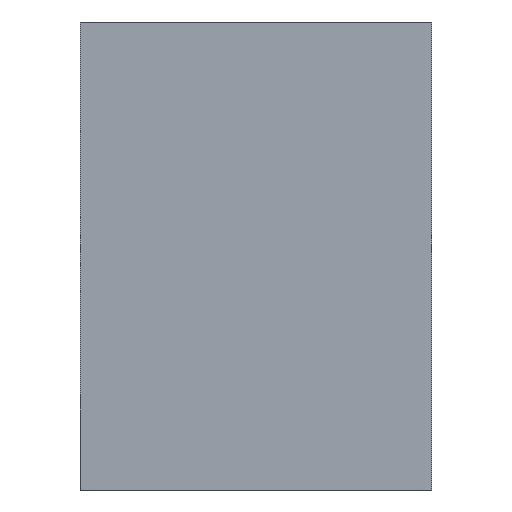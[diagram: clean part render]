
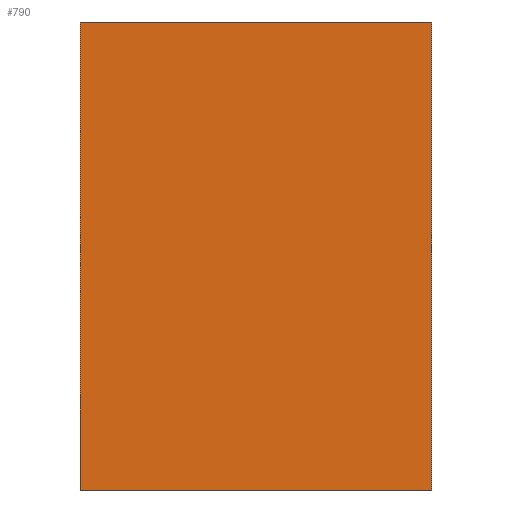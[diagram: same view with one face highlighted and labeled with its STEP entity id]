
A CAD part, left-side view. The second image highlights one B-rep face of the part: STEP entity #790.
In plain terms, the highlighted planar face has unit normal (-1, 0, 0).
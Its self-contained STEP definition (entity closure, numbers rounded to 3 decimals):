
#27 = DIRECTION ( 'NONE',  ( 0., -1., 0. ) ) ;
#56 = DIRECTION ( 'NONE',  ( 0., 0., -1. ) ) ;
#67 = LINE ( 'NONE', #1173, #856 ) ;
#259 = VERTEX_POINT ( 'NONE', #764 ) ;
#260 = VERTEX_POINT ( 'NONE', #962 ) ;
#305 = EDGE_CURVE ( 'NONE', #549, #260, #548, .T. ) ;
#354 = CARTESIAN_POINT ( 'NONE',  ( -0.8, 0.6, 0.4 ) ) ;
#359 = DIRECTION ( 'NONE',  ( 0., 0., -1. ) ) ;
#388 = ORIENTED_EDGE ( 'NONE', *, *, #674, .T. ) ;
#482 = FACE_OUTER_BOUND ( 'NONE', #1027, .T. ) ;
#499 = ORIENTED_EDGE ( 'NONE', *, *, #305, .F. ) ;
#521 = CARTESIAN_POINT ( 'NONE',  ( -0.8, 0., 0.4 ) ) ;
#548 = LINE ( 'NONE', #644, #620 ) ;
#549 = VERTEX_POINT ( 'NONE', #521 ) ;
#574 = ORIENTED_EDGE ( 'NONE', *, *, #618, .T. ) ;
#618 = EDGE_CURVE ( 'NONE', #259, #260, #812, .T. ) ;
#620 = VECTOR ( 'NONE', #1088, 1000. ) ;
#636 = VERTEX_POINT ( 'NONE', #354 ) ;
#644 = CARTESIAN_POINT ( 'NONE',  ( -0.8, 0., 0.4 ) ) ;
#674 = EDGE_CURVE ( 'NONE', #636, #259, #711, .T. ) ;
#688 = CARTESIAN_POINT ( 'NONE',  ( -0.8, 0.6, 0.4 ) ) ;
#708 = VECTOR ( 'NONE', #359, 1000. ) ;
#711 = LINE ( 'NONE', #688, #708 ) ;
#748 = DIRECTION ( 'NONE',  ( 1., 0., 0. ) ) ;
#764 = CARTESIAN_POINT ( 'NONE',  ( -0.8, 0.6, -0.4 ) ) ;
#790 = ADVANCED_FACE ( 'NONE', ( #482 ), #1057, .F. ) ;
#801 = ORIENTED_EDGE ( 'NONE', *, *, #1145, .F. ) ;
#812 = LINE ( 'NONE', #1064, #1223 ) ;
#856 = VECTOR ( 'NONE', #27, 1000. ) ;
#914 = AXIS2_PLACEMENT_3D ( 'NONE', #1182, #748, #56 ) ;
#962 = CARTESIAN_POINT ( 'NONE',  ( -0.8, 0., -0.4 ) ) ;
#1027 = EDGE_LOOP ( 'NONE', ( #574, #499, #801, #388 ) ) ;
#1057 = PLANE ( 'NONE',  #914 ) ;
#1064 = CARTESIAN_POINT ( 'NONE',  ( -0.8, 0., -0.4 ) ) ;
#1088 = DIRECTION ( 'NONE',  ( 0., 0., -1. ) ) ;
#1145 = EDGE_CURVE ( 'NONE', #636, #549, #67, .T. ) ;
#1159 = DIRECTION ( 'NONE',  ( 0., -1., 0. ) ) ;
#1173 = CARTESIAN_POINT ( 'NONE',  ( -0.8, 0., 0.4 ) ) ;
#1182 = CARTESIAN_POINT ( 'NONE',  ( -0.8, 0., 0.4 ) ) ;
#1223 = VECTOR ( 'NONE', #1159, 1000. ) ;
